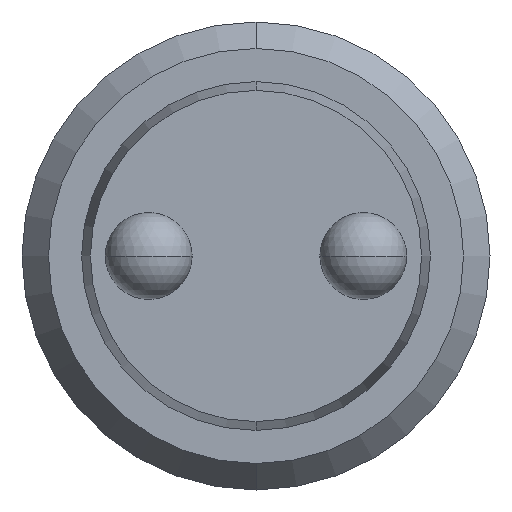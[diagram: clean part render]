
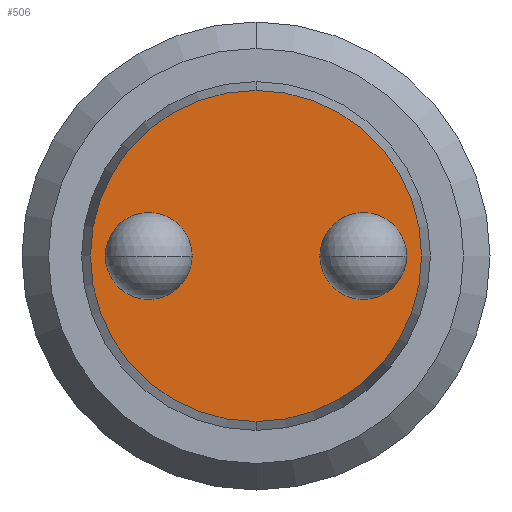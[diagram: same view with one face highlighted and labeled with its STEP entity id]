
A CAD part, front view. The second image highlights one B-rep face of the part: STEP entity #506.
In plain terms, the highlighted planar face has unit normal (0, -1, 0).
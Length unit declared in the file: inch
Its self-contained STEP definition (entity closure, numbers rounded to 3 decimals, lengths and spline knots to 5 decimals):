
#23 = CARTESIAN_POINT ( 'NONE',  ( -0.17363, -0.0737, 0. ) ) ;
#28 = PLANE ( 'NONE',  #153 ) ;
#76 = CIRCLE ( 'NONE', #206, 0.26808 ) ;
#81 = DIRECTION ( 'NONE',  ( 0., 1., 0. ) ) ;
#122 = VERTEX_POINT ( 'NONE', #175 ) ;
#126 = DIRECTION ( 'NONE',  ( 0., 0., 1. ) ) ;
#151 = CIRCLE ( 'NONE', #207, 0.07029 ) ;
#153 = AXIS2_PLACEMENT_3D ( 'NONE', #476, #477, #327 ) ;
#156 = ORIENTED_EDGE ( 'NONE', *, *, #316, .T. ) ;
#159 = DIRECTION ( 'NONE',  ( 0., 0., 1. ) ) ;
#160 = CARTESIAN_POINT ( 'NONE',  ( 0.17363, -0.0737, 0. ) ) ;
#162 = CARTESIAN_POINT ( 'NONE',  ( 0.24392, -0.0737, 0. ) ) ;
#163 = EDGE_LOOP ( 'NONE', ( #156, #491 ) ) ;
#175 = CARTESIAN_POINT ( 'NONE',  ( 0., -0.0737, 0.26808 ) ) ;
#181 = CARTESIAN_POINT ( 'NONE',  ( 0.17363, -0.0737, 0. ) ) ;
#191 = EDGE_LOOP ( 'NONE', ( #258, #485 ) ) ;
#194 = FACE_OUTER_BOUND ( 'NONE', #196, .T. ) ;
#196 = EDGE_LOOP ( 'NONE', ( #347, #261 ) ) ;
#198 = DIRECTION ( 'NONE',  ( 0., 0., 1. ) ) ;
#201 = FACE_BOUND ( 'NONE', #191, .T. ) ;
#206 = AXIS2_PLACEMENT_3D ( 'NONE', #404, #81, #126 ) ;
#207 = AXIS2_PLACEMENT_3D ( 'NONE', #353, #492, #225 ) ;
#208 = CIRCLE ( 'NONE', #400, 0.07029 ) ;
#217 = CIRCLE ( 'NONE', #235, 0.07029 ) ;
#218 = EDGE_CURVE ( 'NONE', #461, #260, #151, .T. ) ;
#219 = DIRECTION ( 'NONE',  ( 0., 1., 0. ) ) ;
#225 = DIRECTION ( 'NONE',  ( 0., 0., 1. ) ) ;
#235 = AXIS2_PLACEMENT_3D ( 'NONE', #23, #501, #317 ) ;
#258 = ORIENTED_EDGE ( 'NONE', *, *, #386, .T. ) ;
#260 = VERTEX_POINT ( 'NONE', #429 ) ;
#261 = ORIENTED_EDGE ( 'NONE', *, *, #507, .F. ) ;
#283 = CARTESIAN_POINT ( 'NONE',  ( 0., -0.0737, 0. ) ) ;
#287 = VERTEX_POINT ( 'NONE', #489 ) ;
#300 = CIRCLE ( 'NONE', #452, 0.07029 ) ;
#309 = AXIS2_PLACEMENT_3D ( 'NONE', #283, #440, #198 ) ;
#316 = EDGE_CURVE ( 'NONE', #490, #478, #208, .T. ) ;
#317 = DIRECTION ( 'NONE',  ( 0., 0., 1. ) ) ;
#327 = DIRECTION ( 'NONE',  ( 0., 0., 1. ) ) ;
#335 = CARTESIAN_POINT ( 'NONE',  ( 0.10335, -0.0737, 0. ) ) ;
#337 = CIRCLE ( 'NONE', #309, 0.26808 ) ;
#347 = ORIENTED_EDGE ( 'NONE', *, *, #446, .F. ) ;
#353 = CARTESIAN_POINT ( 'NONE',  ( -0.17363, -0.0737, 0. ) ) ;
#369 = CARTESIAN_POINT ( 'NONE',  ( -0.24392, -0.0737, 0. ) ) ;
#386 = EDGE_CURVE ( 'NONE', #260, #461, #217, .T. ) ;
#400 = AXIS2_PLACEMENT_3D ( 'NONE', #181, #219, #462 ) ;
#404 = CARTESIAN_POINT ( 'NONE',  ( 0., -0.0737, 0. ) ) ;
#406 = EDGE_CURVE ( 'NONE', #478, #490, #300, .T. ) ;
#415 = FACE_BOUND ( 'NONE', #163, .T. ) ;
#429 = CARTESIAN_POINT ( 'NONE',  ( -0.10335, -0.0737, 0. ) ) ;
#440 = DIRECTION ( 'NONE',  ( 0., 1., 0. ) ) ;
#446 = EDGE_CURVE ( 'NONE', #122, #287, #337, .T. ) ;
#452 = AXIS2_PLACEMENT_3D ( 'NONE', #160, #473, #159 ) ;
#461 = VERTEX_POINT ( 'NONE', #369 ) ;
#462 = DIRECTION ( 'NONE',  ( 0., 0., 1. ) ) ;
#473 = DIRECTION ( 'NONE',  ( 0., 1., 0. ) ) ;
#476 = CARTESIAN_POINT ( 'NONE',  ( 0., -0.0737, 0. ) ) ;
#477 = DIRECTION ( 'NONE',  ( 0., 1., 0. ) ) ;
#478 = VERTEX_POINT ( 'NONE', #162 ) ;
#485 = ORIENTED_EDGE ( 'NONE', *, *, #218, .T. ) ;
#489 = CARTESIAN_POINT ( 'NONE',  ( 0., -0.0737, -0.26808 ) ) ;
#490 = VERTEX_POINT ( 'NONE', #335 ) ;
#491 = ORIENTED_EDGE ( 'NONE', *, *, #406, .T. ) ;
#492 = DIRECTION ( 'NONE',  ( 0., 1., 0. ) ) ;
#501 = DIRECTION ( 'NONE',  ( 0., 1., 0. ) ) ;
#506 = ADVANCED_FACE ( 'NONE', ( #415, #201, #194 ), #28, .F. ) ;
#507 = EDGE_CURVE ( 'NONE', #287, #122, #76, .T. ) ;
